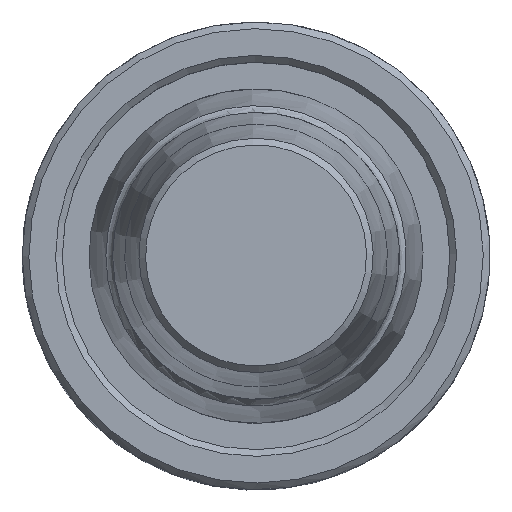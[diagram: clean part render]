
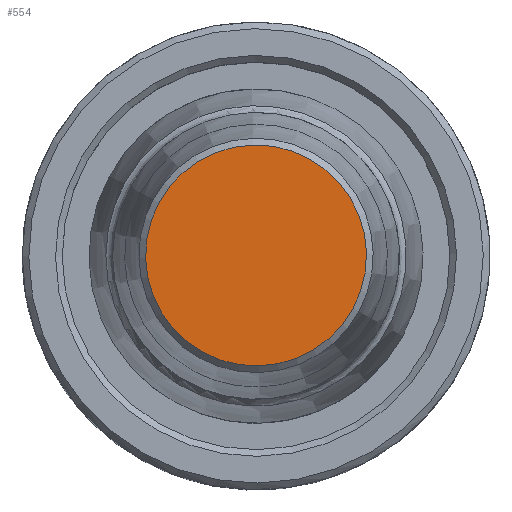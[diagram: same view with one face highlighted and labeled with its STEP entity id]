
A CAD part, top view. The second image highlights one B-rep face of the part: STEP entity #554.
In plain terms, the highlighted planar face has unit normal (0, 0, 1).
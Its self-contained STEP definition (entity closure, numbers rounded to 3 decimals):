
#92=PLANE('',#1876);
#322=FACE_OUTER_BOUND('',#757,.T.);
#554=ADVANCED_FACE('',(#322),#92,.T.);
#757=EDGE_LOOP('',(#1223));
#1223=ORIENTED_EDGE('',*,*,#1625,.T.);
#1392=VERTEX_POINT('',#3860);
#1625=EDGE_CURVE('',#1392,#1392,#1695,.T.);
#1695=CIRCLE('',#1875,8.264);
#1875=AXIS2_PLACEMENT_3D('',#3859,#2282,#2283);
#1876=AXIS2_PLACEMENT_3D('',#3861,#2284,#2285);
#2282=DIRECTION('',(0.,0.,1.));
#2283=DIRECTION('',(1.,0.024,0.));
#2284=DIRECTION('',(0.,0.,1.));
#2285=DIRECTION('',(-1.,-0.024,0.));
#3859=CARTESIAN_POINT('',(0.,0.,17.35));
#3860=CARTESIAN_POINT('',(8.262,0.201,17.35));
#3861=CARTESIAN_POINT('',(10.753,10.265,17.35));
